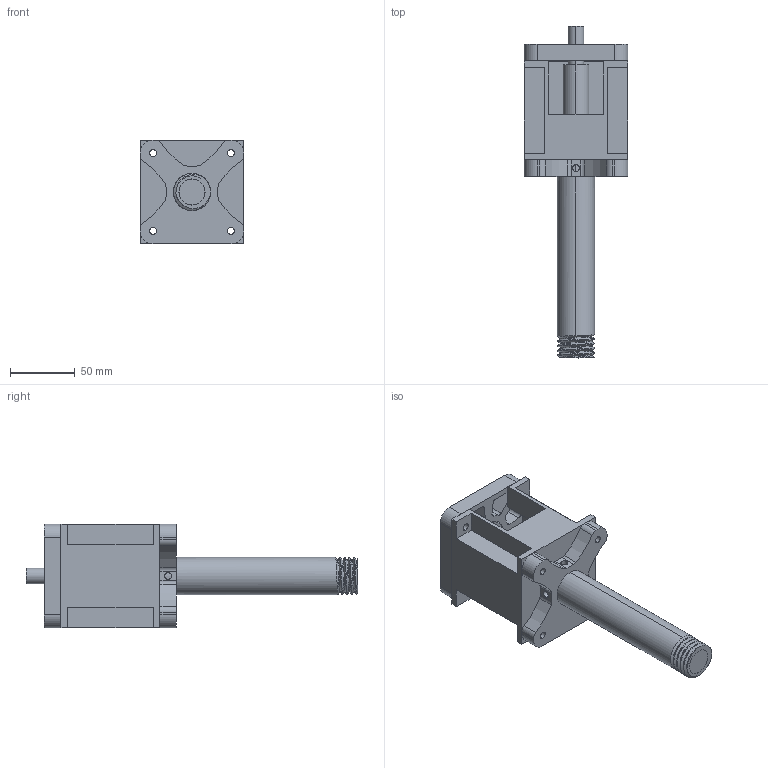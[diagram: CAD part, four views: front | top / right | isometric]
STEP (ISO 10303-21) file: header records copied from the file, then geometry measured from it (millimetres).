
FILE_DESCRIPTION (( 'STEP AP203' ), '1' );
FILE_NAME ('rev_03.3.STEP', '2017-08-07T20:06:59', ( '' ), ( '' ), 'SwSTEP 2.0', 'SolidWorks 2016', '' );
FILE_SCHEMA (( 'CONFIG_CONTROL_DESIGN' ));
Length unit declared in the file: inch
Products named in the file (7): screw standin; base plate; rev_03.3; 5972K327_BALL BEARING_5972K327; pellet container back_rev03; barrel 2; bearing plate_rev02
Assembly tree (6 placements, depth 2):
  rev_03.3
    pellet container back_rev03
    base plate
    barrel 2
    screw standin
    bearing plate_rev02
    5972K327_BALL BEARING_5972K327
Bounding box: 80 x 255.43 x 80 mm (x, y, z)
Volume: 342992.2 mm3; surface area: 134759.6 mm2
Topology: 21 solids, 21 shells, 383 faces, 1072 edges, 705 vertices
Faces by surface type: cylinder 221, plane 99, cone 28, sphere 24, torus 6, bspline 5
Entity records: 14893 total; most frequent: CARTESIAN_POINT 4507, DIRECTION 2043, ORIENTED_EDGE 2016, EDGE_CURVE 1008, AXIS2_PLACEMENT_3D 807, VERTEX_POINT 669, EDGE_LOOP 467, LINE 429
